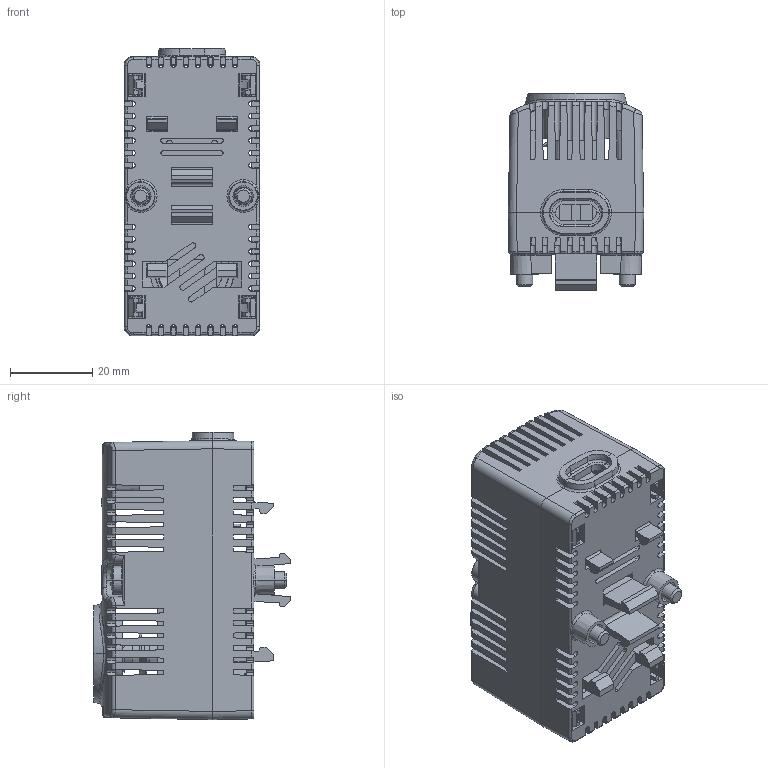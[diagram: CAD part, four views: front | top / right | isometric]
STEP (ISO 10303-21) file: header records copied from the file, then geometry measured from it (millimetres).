
FILE_DESCRIPTION(('STEP AP242'),'1');
FILE_NAME('nsyccothc.stp','2019-01-03T07:07:56',('TraceParts'),('TraceParts S.A.'),'Spatial InterOp 3D',' ',' ');
FILE_SCHEMA(('AP242_MANAGED_MODEL_BASED_3D_ENGINEERING_MIM_LF {1 0 10303 442 1 1 4}'));
Length unit declared in the file: millimetre
Products named in the file (1): nsyccothc_1
Bounding box: 33 x 48.21 x 70 mm (x, y, z)
Volume: 29428.9 mm3; surface area: 39661 mm2
Topology: 6 solids, 6 shells, 3246 faces, 9535 edges, 6263 vertices
Faces by surface type: plane 2253, cylinder 417, cone 279, bspline 214, torus 52, sphere 31
Entity records: 145178 total; most frequent: CARTESIAN_POINT 33118, ORIENTED_EDGE 19050, DIRECTION 16543, EDGE_CURVE 9525, LINE 7181, VECTOR 7181, VERTEX_POINT 6263, AXIS2_PLACEMENT_3D 4681
